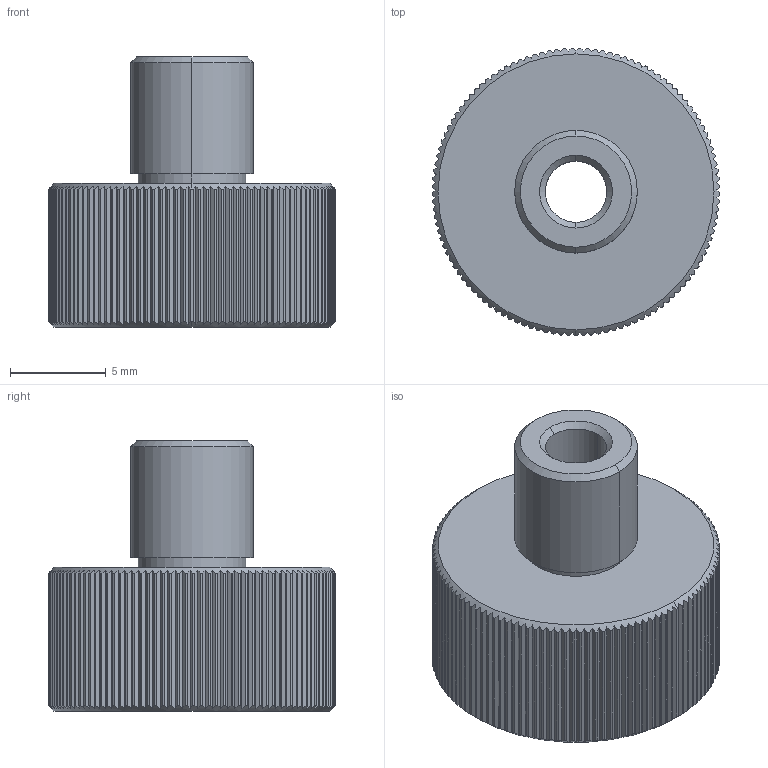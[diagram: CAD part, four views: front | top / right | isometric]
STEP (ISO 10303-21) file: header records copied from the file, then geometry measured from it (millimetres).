
FILE_DESCRIPTION (( 'STEP AP203' ), '1' );
FILE_NAME ('528307.STEP', '2023-08-01T03:10:41', ( 'Windows User' ), ( 'P R C' ), 'SwSTEP 2.0', 'SolidWorks 2020', '' );
FILE_SCHEMA (( 'CONFIG_CONTROL_DESIGN' ));
Length unit declared in the file: millimetre
Products named in the file (1): 528307
Bounding box: 15 x 15 x 14.1 mm (x, y, z)
Volume: 856.1 mm3; surface area: 1204.5 mm2
Topology: 1 solids, 1 shells, 379 faces, 1111 edges, 738 vertices
Faces by surface type: plane 240, cylinder 127, cone 12
Entity records: 13132 total; most frequent: CARTESIAN_POINT 3645, ORIENTED_EDGE 2222, DIRECTION 1673, EDGE_CURVE 1111, VERTEX_POINT 738, AXIS2_PLACEMENT_3D 650, B_SPLINE_CURVE_WITH_KNOTS 468, EDGE_LOOP 385
